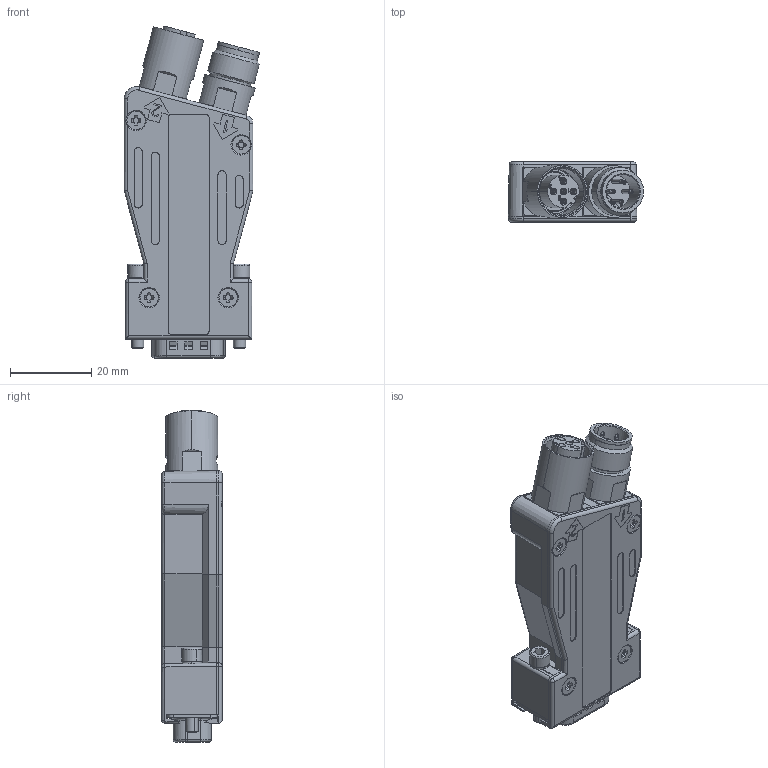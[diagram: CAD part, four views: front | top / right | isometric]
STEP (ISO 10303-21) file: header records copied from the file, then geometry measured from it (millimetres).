
FILE_DESCRIPTION(('CATIA V5 STEP Exchange','CAx-IF Rec.Pracs.--- Model Styling and Organization---1.5--- 2016-08-15','CAx-IF Rec.Pracs.---Supplemental Geometry---1.0---2011-11-01','CAx-IF Rec.Pracs.--- Composite Materials ---1.1---2010-07-15'),'2;1');
FILE_NAME ('010148-1_1', '2025-10-23T07:09:33+00:00', ('none'), ('Weidmueller'), 'CATIA Version 5-6 Release 2024 SP4', 'CATIA V5 STEP AP214 v3', 'none');
FILE_SCHEMA(('AUTOMOTIVE_DESIGN { 1 0 10303 214 1 1 1 1 }'));
Products named in the file (1): 1274250000
Bounding box: 33.25 x 14.85 x 81.52 mm (x, y, z)
Volume: 12854.5 mm3; surface area: 22508.8 mm2
Topology: 1 solids, 30 shells, 4371 faces, 12291 edges, 7999 vertices
Faces by surface type: plane 1790, cylinder 1381, cone 422, torus 354, bspline 329, extrusion 81, revolution 8, sphere 6
Entity records: 154784 total; most frequent: CARTESIAN_POINT 50268, ORIENTED_EDGE 24486, DIRECTION 16385, EDGE_CURVE 12243, VERTEX_POINT 7999, AXIS2_PLACEMENT_3D 6831, VECTOR 5743, LINE 5662
